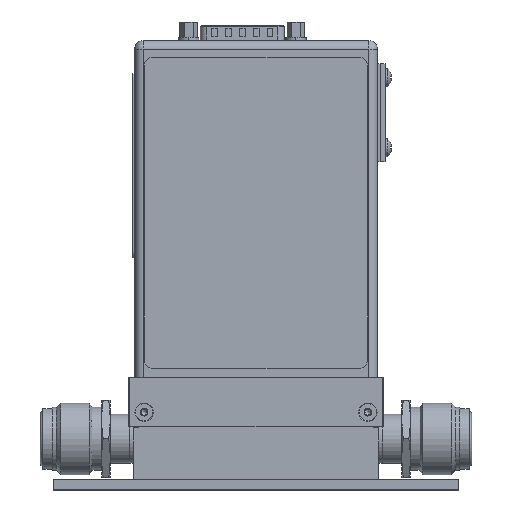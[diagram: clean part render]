
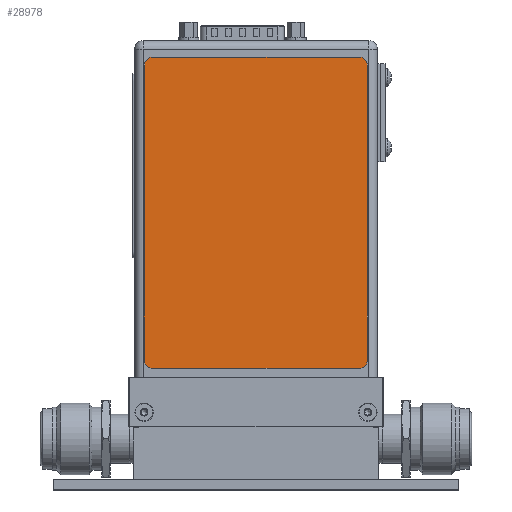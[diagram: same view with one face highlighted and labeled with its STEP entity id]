
A CAD part, top view. The second image highlights one B-rep face of the part: STEP entity #28978.
In plain terms, the highlighted planar face has unit normal (0, 0, 1).
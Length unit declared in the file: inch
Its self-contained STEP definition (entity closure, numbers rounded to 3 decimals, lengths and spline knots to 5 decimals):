
#28735=CARTESIAN_POINT('',(2.63,3.71,0.004));
#28736=DIRECTION('',(0.,0.,1.));
#28737=DIRECTION('',(1.,0.,0.));
#28738=AXIS2_PLACEMENT_3D('',#28735,#28736,#28737);
#28743=DIRECTION('',(0.,1.,0.));
#28744=VECTOR('',#28743,3.61);
#28745=CARTESIAN_POINT('',(2.73,0.1,0.004));
#28746=LINE('',#28745,#28744);
#28750=CARTESIAN_POINT('',(2.63,0.1,0.004));
#28751=DIRECTION('',(0.,0.,1.));
#28752=DIRECTION('',(0.,-1.,0.));
#28753=AXIS2_PLACEMENT_3D('',#28750,#28751,#28752);
#28758=DIRECTION('',(1.,0.,0.));
#28759=VECTOR('',#28758,2.53);
#28760=CARTESIAN_POINT('',(0.1,0.,0.004));
#28761=LINE('',#28760,#28759);
#28765=CARTESIAN_POINT('',(0.1,0.1,0.004));
#28766=DIRECTION('',(0.,0.,1.));
#28767=DIRECTION('',(-1.,0.,0.));
#28768=AXIS2_PLACEMENT_3D('',#28765,#28766,#28767);
#28773=DIRECTION('',(0.,-1.,0.));
#28774=VECTOR('',#28773,3.61);
#28775=CARTESIAN_POINT('',(0.,3.71,0.004));
#28776=LINE('',#28775,#28774);
#28780=CARTESIAN_POINT('',(0.1,3.71,0.004));
#28781=DIRECTION('',(0.,0.,1.));
#28782=DIRECTION('',(0.,1.,0.));
#28783=AXIS2_PLACEMENT_3D('',#28780,#28781,#28782);
#28788=DIRECTION('',(-1.,0.,0.));
#28789=VECTOR('',#28788,2.53);
#28790=CARTESIAN_POINT('',(2.63,3.81,0.004));
#28791=LINE('',#28790,#28789);
#28799=CARTESIAN_POINT('',(2.73,3.71,0.004));
#28800=VERTEX_POINT('',#28799);
#28801=CARTESIAN_POINT('',(2.63,3.81,0.004));
#28802=VERTEX_POINT('',#28801);
#28807=CARTESIAN_POINT('',(0.1,3.81,0.004));
#28808=VERTEX_POINT('',#28807);
#28809=CARTESIAN_POINT('',(0.,3.71,0.004));
#28810=VERTEX_POINT('',#28809);
#28815=CARTESIAN_POINT('',(0.,0.1,0.004));
#28816=VERTEX_POINT('',#28815);
#28817=CARTESIAN_POINT('',(0.1,0.,0.004));
#28818=VERTEX_POINT('',#28817);
#28821=CARTESIAN_POINT('',(2.73,0.1,0.004));
#28822=VERTEX_POINT('',#28821);
#28825=CARTESIAN_POINT('',(2.63,0.,0.004));
#28826=VERTEX_POINT('',#28825);
#28963=CARTESIAN_POINT('',(0.,0.,0.004));
#28964=DIRECTION('',(0.,0.,1.));
#28965=DIRECTION('',(1.,0.,0.));
#28966=AXIS2_PLACEMENT_3D('',#28963,#28964,#28965);
#28967=PLANE('',#28966);
#28968=ORIENTED_EDGE('',*,*,#28859,.F.);
#28969=ORIENTED_EDGE('',*,*,#28875,.F.);
#28970=ORIENTED_EDGE('',*,*,#28888,.F.);
#28971=ORIENTED_EDGE('',*,*,#28901,.F.);
#28972=ORIENTED_EDGE('',*,*,#28916,.F.);
#28973=ORIENTED_EDGE('',*,*,#28929,.F.);
#28974=ORIENTED_EDGE('',*,*,#28944,.F.);
#28975=ORIENTED_EDGE('',*,*,#28956,.F.);
#28976=EDGE_LOOP('',(#28968,#28969,#28970,#28971,#28972,#28973,#28974,#28975));
#28977=FACE_OUTER_BOUND('',#28976,.F.);
#28978=ADVANCED_FACE('',(#28977),#28967,.T.);
#28739=CIRCLE('',#28738,0.1);
#28754=CIRCLE('',#28753,0.1);
#28769=CIRCLE('',#28768,0.1);
#28784=CIRCLE('',#28783,0.1);
#28859=EDGE_CURVE('',#28800,#28802,#28739,.T.);
#28875=EDGE_CURVE('',#28822,#28800,#28746,.T.);
#28888=EDGE_CURVE('',#28826,#28822,#28754,.T.);
#28901=EDGE_CURVE('',#28818,#28826,#28761,.T.);
#28916=EDGE_CURVE('',#28816,#28818,#28769,.T.);
#28929=EDGE_CURVE('',#28810,#28816,#28776,.T.);
#28944=EDGE_CURVE('',#28808,#28810,#28784,.T.);
#28956=EDGE_CURVE('',#28802,#28808,#28791,.T.);
